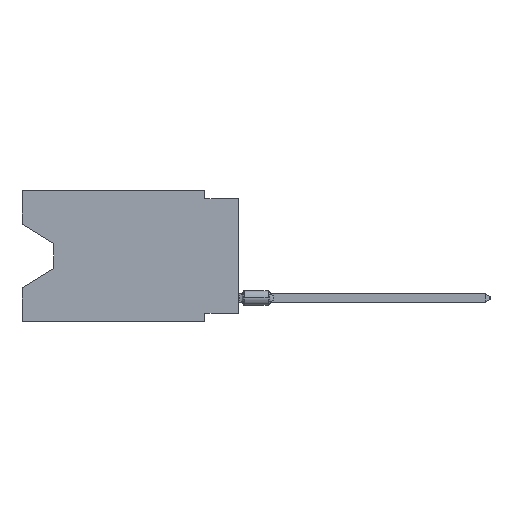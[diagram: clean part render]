
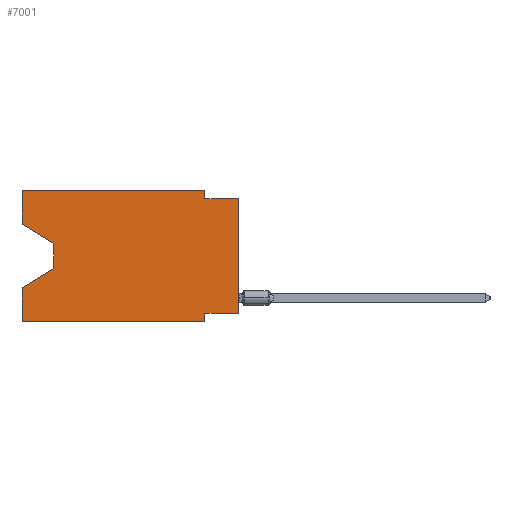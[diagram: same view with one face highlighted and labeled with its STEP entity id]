
A CAD part, left-side view. The second image highlights one B-rep face of the part: STEP entity #7001.
In plain terms, the highlighted planar face has unit normal (-1, 0, 0).
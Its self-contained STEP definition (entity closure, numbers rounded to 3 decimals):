
#302 = CARTESIAN_POINT ( 'NONE',  ( 0., 13.97, -5.893 ) ) ;
#516 = DIRECTION ( 'NONE',  ( 0., 0., 1. ) ) ;
#2556 = CARTESIAN_POINT ( 'NONE',  ( 0., 0., -9.271 ) ) ;
#3745 = VECTOR ( 'NONE', #31702, 1000. ) ;
#4459 = VERTEX_POINT ( 'NONE', #56099 ) ;
#5684 = ORIENTED_EDGE ( 'NONE', *, *, #85766, .T. ) ;
#7001 = ADVANCED_FACE ( 'NONE', ( #76369 ), #69792, .F. ) ;
#7835 = ORIENTED_EDGE ( 'NONE', *, *, #15686, .F. ) ;
#7891 = EDGE_CURVE ( 'NONE', #44095, #4459, #25135, .T. ) ;
#9652 = CARTESIAN_POINT ( 'NONE',  ( 0., 16.383, 0. ) ) ;
#10340 = CARTESIAN_POINT ( 'NONE',  ( 0., 0., -0.635 ) ) ;
#10645 = DIRECTION ( 'NONE',  ( 0., 0., -1. ) ) ;
#10683 = ORIENTED_EDGE ( 'NONE', *, *, #7891, .F. ) ;
#11014 = CARTESIAN_POINT ( 'NONE',  ( 0., 16.383, -2.546 ) ) ;
#12649 = CARTESIAN_POINT ( 'NONE',  ( 0., 16.383, 0. ) ) ;
#15618 = LINE ( 'NONE', #302, #24456 ) ;
#15686 = EDGE_CURVE ( 'NONE', #4459, #25482, #35247, .T. ) ;
#15873 = DIRECTION ( 'NONE',  ( 0., -0.855, -0.519 ) ) ;
#16323 = CARTESIAN_POINT ( 'NONE',  ( 0., 16.383, -9.906 ) ) ;
#17081 = EDGE_CURVE ( 'NONE', #22017, #22501, #60649, .T. ) ;
#19685 = DIRECTION ( 'NONE',  ( 0., 0., 1. ) ) ;
#19863 = EDGE_LOOP ( 'NONE', ( #5684, #50820, #46458, #79835, #62165, #46579, #20775, #39072, #7835, #10683, #72649, #52326 ) ) ;
#20775 = ORIENTED_EDGE ( 'NONE', *, *, #23319, .F. ) ;
#22017 = VERTEX_POINT ( 'NONE', #86689 ) ;
#22501 = VERTEX_POINT ( 'NONE', #73436 ) ;
#22614 = VERTEX_POINT ( 'NONE', #16323 ) ;
#23245 = VECTOR ( 'NONE', #85899, 1000. ) ;
#23266 = DIRECTION ( 'NONE',  ( 1., 0., 0. ) ) ;
#23319 = EDGE_CURVE ( 'NONE', #55255, #37406, #40193, .T. ) ;
#23665 = CARTESIAN_POINT ( 'NONE',  ( 0., 2.54, -9.906 ) ) ;
#24456 = VECTOR ( 'NONE', #83179, 1000. ) ;
#24871 = CARTESIAN_POINT ( 'NONE',  ( 0., 16.383, -9.906 ) ) ;
#25135 = LINE ( 'NONE', #58930, #3745 ) ;
#25482 = VERTEX_POINT ( 'NONE', #10340 ) ;
#26532 = VERTEX_POINT ( 'NONE', #80621 ) ;
#29083 = CARTESIAN_POINT ( 'NONE',  ( 0., 0., -0.635 ) ) ;
#31099 = DIRECTION ( 'NONE',  ( 0., 0., -1. ) ) ;
#31483 = VERTEX_POINT ( 'NONE', #36070 ) ;
#31702 = DIRECTION ( 'NONE',  ( 0., 0., -1. ) ) ;
#31731 = VECTOR ( 'NONE', #19685, 1000. ) ;
#33097 = VECTOR ( 'NONE', #31099, 1000. ) ;
#34101 = DIRECTION ( 'NONE',  ( 0., -1., 0. ) ) ;
#34982 = CARTESIAN_POINT ( 'NONE',  ( 0., 13.97, -5.893 ) ) ;
#35247 = LINE ( 'NONE', #29083, #58008 ) ;
#36070 = CARTESIAN_POINT ( 'NONE',  ( 0., 16.383, -7.36 ) ) ;
#37406 = VERTEX_POINT ( 'NONE', #80306 ) ;
#38027 = DIRECTION ( 'NONE',  ( 0., -1., 0. ) ) ;
#39072 = ORIENTED_EDGE ( 'NONE', *, *, #51925, .T. ) ;
#40193 = LINE ( 'NONE', #81409, #49532 ) ;
#42685 = CARTESIAN_POINT ( 'NONE',  ( 0., 2.54, 0. ) ) ;
#42713 = VECTOR ( 'NONE', #516, 1000. ) ;
#44002 = CARTESIAN_POINT ( 'NONE',  ( 0., 13.97, -4.013 ) ) ;
#44095 = VERTEX_POINT ( 'NONE', #42685 ) ;
#44265 = LINE ( 'NONE', #23665, #33097 ) ;
#46413 = LINE ( 'NONE', #73618, #23245 ) ;
#46458 = ORIENTED_EDGE ( 'NONE', *, *, #56800, .T. ) ;
#46579 = ORIENTED_EDGE ( 'NONE', *, *, #60458, .F. ) ;
#47045 = CARTESIAN_POINT ( 'NONE',  ( 0., 16.383, 0. ) ) ;
#49532 = VECTOR ( 'NONE', #80117, 1000. ) ;
#49826 = EDGE_CURVE ( 'NONE', #22614, #58186, #77526, .T. ) ;
#50038 = DIRECTION ( 'NONE',  ( 0., 0., -1. ) ) ;
#50820 = ORIENTED_EDGE ( 'NONE', *, *, #55733, .T. ) ;
#51893 = LINE ( 'NONE', #44002, #57905 ) ;
#51925 = EDGE_CURVE ( 'NONE', #55255, #25482, #46413, .T. ) ;
#52326 = ORIENTED_EDGE ( 'NONE', *, *, #17081, .F. ) ;
#55255 = VERTEX_POINT ( 'NONE', #2556 ) ;
#55733 = EDGE_CURVE ( 'NONE', #26532, #85531, #51893, .T. ) ;
#56099 = CARTESIAN_POINT ( 'NONE',  ( 0., 2.54, -0.635 ) ) ;
#56800 = EDGE_CURVE ( 'NONE', #85531, #31483, #15618, .T. ) ;
#57905 = VECTOR ( 'NONE', #10645, 1000. ) ;
#58008 = VECTOR ( 'NONE', #62015, 1000. ) ;
#58186 = VERTEX_POINT ( 'NONE', #86661 ) ;
#58930 = CARTESIAN_POINT ( 'NONE',  ( 0., 2.54, 0. ) ) ;
#60458 = EDGE_CURVE ( 'NONE', #37406, #58186, #44265, .T. ) ;
#60649 = LINE ( 'NONE', #47045, #42713 ) ;
#62015 = DIRECTION ( 'NONE',  ( 0., -1., 0. ) ) ;
#62165 = ORIENTED_EDGE ( 'NONE', *, *, #49826, .T. ) ;
#62840 = LINE ( 'NONE', #11014, #71510 ) ;
#65769 = LINE ( 'NONE', #12649, #31731 ) ;
#67467 = CARTESIAN_POINT ( 'NONE',  ( 0., 16.383, 0. ) ) ;
#69792 = PLANE ( 'NONE',  #70846 ) ;
#70846 = AXIS2_PLACEMENT_3D ( 'NONE', #9652, #23266, #50038 ) ;
#71510 = VECTOR ( 'NONE', #15873, 1000. ) ;
#72159 = EDGE_CURVE ( 'NONE', #22614, #31483, #65769, .T. ) ;
#72649 = ORIENTED_EDGE ( 'NONE', *, *, #84291, .F. ) ;
#73436 = CARTESIAN_POINT ( 'NONE',  ( 0., 16.383, 0. ) ) ;
#73613 = LINE ( 'NONE', #67467, #75592 ) ;
#73618 = CARTESIAN_POINT ( 'NONE',  ( 0., 0., 0. ) ) ;
#75592 = VECTOR ( 'NONE', #34101, 1000. ) ;
#76369 = FACE_OUTER_BOUND ( 'NONE', #19863, .T. ) ;
#77526 = LINE ( 'NONE', #24871, #83442 ) ;
#79835 = ORIENTED_EDGE ( 'NONE', *, *, #72159, .F. ) ;
#80117 = DIRECTION ( 'NONE',  ( 0., 1., 0. ) ) ;
#80306 = CARTESIAN_POINT ( 'NONE',  ( 0., 2.54, -9.271 ) ) ;
#80621 = CARTESIAN_POINT ( 'NONE',  ( 0., 13.97, -4.013 ) ) ;
#81409 = CARTESIAN_POINT ( 'NONE',  ( 0., 0., -9.271 ) ) ;
#83179 = DIRECTION ( 'NONE',  ( 0., 0.855, -0.519 ) ) ;
#83442 = VECTOR ( 'NONE', #38027, 1000. ) ;
#84291 = EDGE_CURVE ( 'NONE', #22501, #44095, #73613, .T. ) ;
#85531 = VERTEX_POINT ( 'NONE', #34982 ) ;
#85766 = EDGE_CURVE ( 'NONE', #22017, #26532, #62840, .T. ) ;
#85899 = DIRECTION ( 'NONE',  ( 0., 0., 1. ) ) ;
#86661 = CARTESIAN_POINT ( 'NONE',  ( 0., 2.54, -9.906 ) ) ;
#86689 = CARTESIAN_POINT ( 'NONE',  ( 0., 16.383, -2.546 ) ) ;
